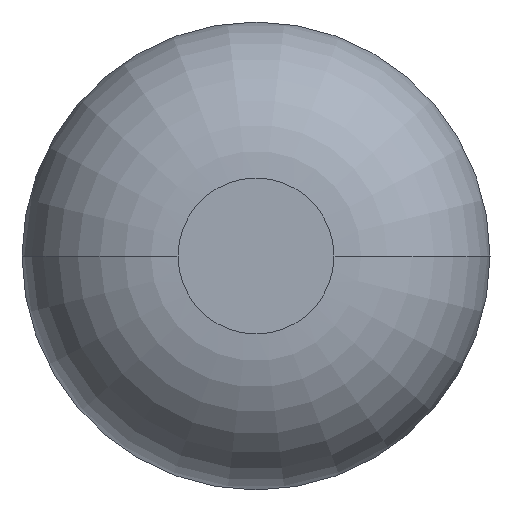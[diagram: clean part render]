
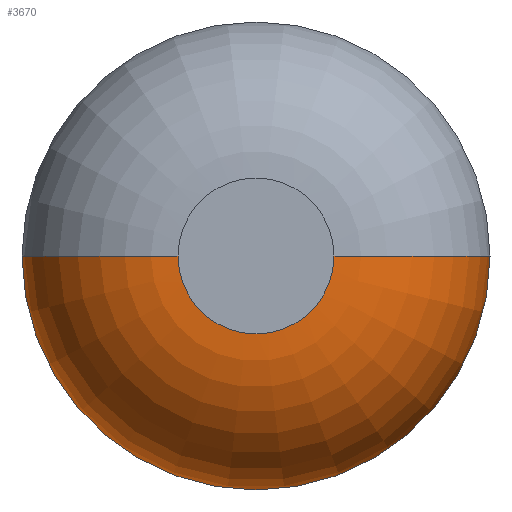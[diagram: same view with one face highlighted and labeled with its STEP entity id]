
A CAD part, front view. The second image highlights one B-rep face of the part: STEP entity #3670.
In plain terms, the highlighted toroidal (fillet/blend) face has major radius 0.125 mm and minor radius 0.25 mm.
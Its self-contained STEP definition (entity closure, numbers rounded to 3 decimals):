
#109 = DIRECTION ( 'NONE',  ( 0., 1., 0. ) ) ;
#153 = ORIENTED_EDGE ( 'NONE', *, *, #3697, .F. ) ;
#475 = AXIS2_PLACEMENT_3D ( 'NONE', #2936, #3521, #3259 ) ;
#553 = CARTESIAN_POINT ( 'NONE',  ( 0.125, -19.45, 0. ) ) ;
#786 = EDGE_LOOP ( 'NONE', ( #1543, #2588, #2747, #153 ) ) ;
#814 = CIRCLE ( 'NONE', #2469, 0.25 ) ;
#925 = CARTESIAN_POINT ( 'NONE',  ( 0.375, -19.45, 0. ) ) ;
#948 = VERTEX_POINT ( 'NONE', #1493 ) ;
#959 = CIRCLE ( 'NONE', #3343, 0.375 ) ;
#1037 = EDGE_CURVE ( 'Defeature ausgef�hrt1_7+Defeature ausgef�hrt1_6+Defeature ausgef�hrt1_6+Defeature ausgef�hrt1_6', #3745, #2390, #959, .T. ) ;
#1140 = DIRECTION ( 'NONE',  ( 1., 0., 0. ) ) ;
#1275 = CARTESIAN_POINT ( 'NONE',  ( 0.125, -19.7, 0. ) ) ;
#1414 = EDGE_CURVE ( 'NONE', #948, #2390, #1908, .T. ) ;
#1443 = DIRECTION ( 'NONE',  ( 0., 1., 0. ) ) ;
#1493 = CARTESIAN_POINT ( 'NONE',  ( -0.125, -19.7, 0. ) ) ;
#1543 = ORIENTED_EDGE ( 'NONE', *, *, #2576, .F. ) ;
#1664 = CIRCLE ( 'NONE', #475, 0.125 ) ;
#1908 = CIRCLE ( 'NONE', #3766, 0.25 ) ;
#1946 = CARTESIAN_POINT ( 'NONE',  ( 0., -19.45, 0. ) ) ;
#2205 = CARTESIAN_POINT ( 'NONE',  ( -0.375, -19.45, 0. ) ) ;
#2323 = VERTEX_POINT ( 'NONE', #1275 ) ;
#2344 = CARTESIAN_POINT ( 'NONE',  ( 0., -19.45, 0. ) ) ;
#2390 = VERTEX_POINT ( 'NONE', #2205 ) ;
#2420 = TOROIDAL_SURFACE ( 'NONE', #3561, 0.125, 0.25 ) ;
#2469 = AXIS2_PLACEMENT_3D ( 'NONE', #553, #2960, #1140 ) ;
#2576 = EDGE_CURVE ( 'Defeature ausgef�hrt1_5+Defeature ausgef�hrt1_6+Defeature ausgef�hrt1_6+Defeature ausgef�hrt1_6', #948, #2323, #1664, .T. ) ;
#2588 = ORIENTED_EDGE ( 'NONE', *, *, #1414, .T. ) ;
#2691 = DIRECTION ( 'NONE',  ( 1., 0., 0. ) ) ;
#2747 = ORIENTED_EDGE ( 'NONE', *, *, #1037, .F. ) ;
#2756 = FACE_OUTER_BOUND ( 'NONE', #786, .T. ) ;
#2936 = CARTESIAN_POINT ( 'NONE',  ( 0., -19.7, 0. ) ) ;
#2960 = DIRECTION ( 'NONE',  ( 0., 0., 1. ) ) ;
#3145 = DIRECTION ( 'NONE',  ( -1., 0., 0. ) ) ;
#3169 = DIRECTION ( 'NONE',  ( 0., 0., -1. ) ) ;
#3259 = DIRECTION ( 'NONE',  ( 1., 0., 0. ) ) ;
#3343 = AXIS2_PLACEMENT_3D ( 'NONE', #1946, #109, #3729 ) ;
#3521 = DIRECTION ( 'NONE',  ( 0., -1., 0. ) ) ;
#3561 = AXIS2_PLACEMENT_3D ( 'NONE', #2344, #1443, #2691 ) ;
#3670 = ADVANCED_FACE ( 'Defeature ausgef�hrt1_6', ( #2756 ), #2420, .T. ) ;
#3697 = EDGE_CURVE ( 'NONE', #2323, #3745, #814, .T. ) ;
#3729 = DIRECTION ( 'NONE',  ( 1., 0., 0. ) ) ;
#3745 = VERTEX_POINT ( 'NONE', #925 ) ;
#3766 = AXIS2_PLACEMENT_3D ( 'NONE', #3806, #3169, #3145 ) ;
#3806 = CARTESIAN_POINT ( 'NONE',  ( -0.125, -19.45, 0. ) ) ;
